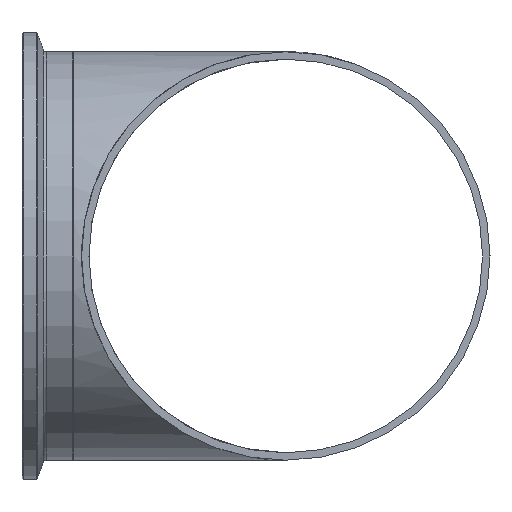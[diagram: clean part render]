
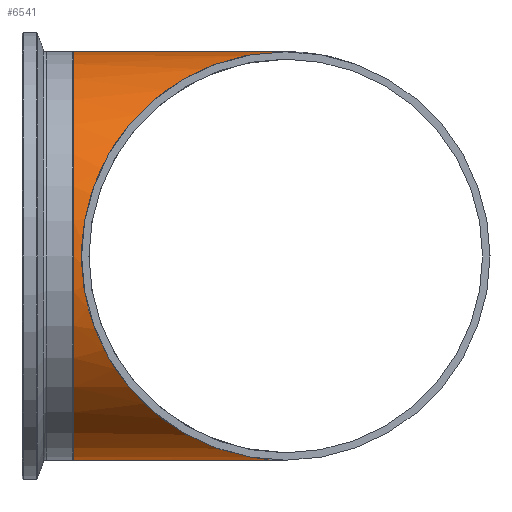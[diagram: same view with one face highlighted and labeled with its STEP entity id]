
A CAD part, left-side view. The second image highlights one B-rep face of the part: STEP entity #6541.
In plain terms, the highlighted cylindrical face has radius 76.2 mm (diameter 152.4 mm), a full revolution.
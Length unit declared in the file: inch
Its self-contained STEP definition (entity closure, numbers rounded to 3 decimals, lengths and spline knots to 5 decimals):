
#83=ELLIPSE('',#6866,4.24264,3.);
#84=ELLIPSE('',#6867,4.24264,3.);
#142=FACE_BOUND('',#1577,.T.);
#1161=FACE_OUTER_BOUND('',#1576,.T.);
#1576=EDGE_LOOP('',(#6069,#6070));
#1577=EDGE_LOOP('',(#6071));
#2572=CIRCLE('',#6912,3.);
#3194=VERTEX_POINT('',#14272);
#3195=VERTEX_POINT('',#14273);
#3216=VERTEX_POINT('',#14340);
#4149=EDGE_CURVE('',#3194,#3195,#83,.T.);
#4150=EDGE_CURVE('',#3195,#3194,#84,.T.);
#4171=EDGE_CURVE('',#3216,#3216,#2572,.T.);
#6069=ORIENTED_EDGE('',*,*,#4150,.F.);
#6070=ORIENTED_EDGE('',*,*,#4149,.F.);
#6071=ORIENTED_EDGE('',*,*,#4171,.T.);
#6122=CYLINDRICAL_SURFACE('',#6917,3.);
#6541=ADVANCED_FACE('',(#1161,#142),#6122,.T.);
#6866=AXIS2_PLACEMENT_3D('',#14274,#7994,#7995);
#6867=AXIS2_PLACEMENT_3D('',#14275,#7996,#7997);
#6912=AXIS2_PLACEMENT_3D('',#14341,#8086,#8087);
#6917=AXIS2_PLACEMENT_3D('',#14349,#8096,#8097);
#7994=DIRECTION('center_axis',(0.707,-0.707,0.));
#7995=DIRECTION('ref_axis',(-0.707,-0.707,0.));
#7996=DIRECTION('center_axis',(-0.707,-0.707,0.));
#7997=DIRECTION('ref_axis',(-0.707,0.707,0.));
#8086=DIRECTION('center_axis',(0.,-1.,0.));
#8087=DIRECTION('ref_axis',(-1.,0.,0.));
#8096=DIRECTION('center_axis',(0.,1.,0.));
#8097=DIRECTION('ref_axis',(-1.,0.,0.));
#14272=CARTESIAN_POINT('',(0.,0.,
-3.));
#14273=CARTESIAN_POINT('',(0.,0.,
3.));
#14274=CARTESIAN_POINT('Origin',(0.,0.,
0.));
#14275=CARTESIAN_POINT('Origin',(0.,0.,
0.));
#14340=CARTESIAN_POINT('',(3.,3.125,0.));
#14341=CARTESIAN_POINT('Origin',(0.,3.125,0.));
#14349=CARTESIAN_POINT('Origin',(0.,0.,
0.));
